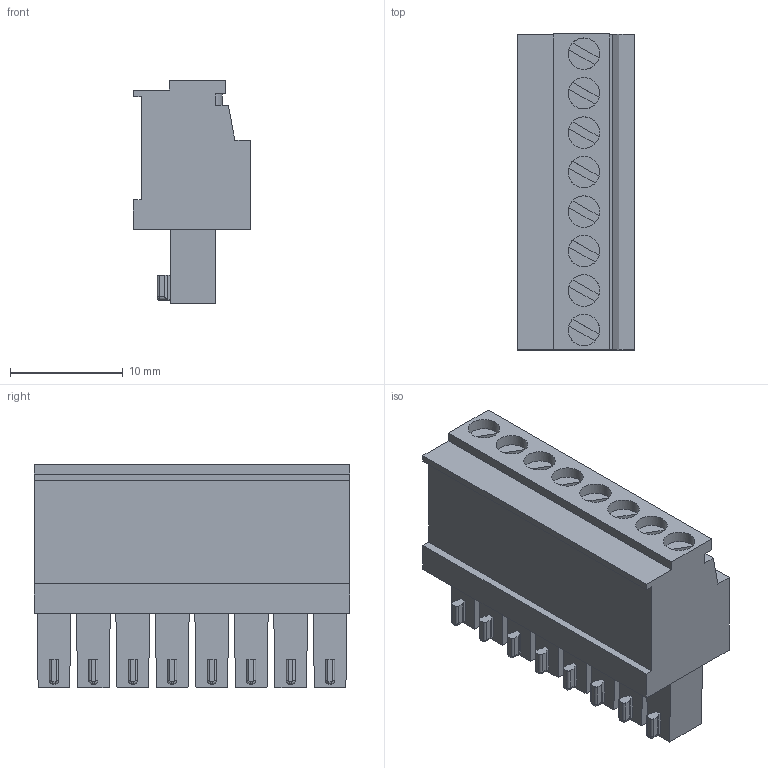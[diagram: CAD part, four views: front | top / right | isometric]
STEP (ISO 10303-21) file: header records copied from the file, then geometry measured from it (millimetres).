
FILE_DESCRIPTION( ( 'STEP AP214' ), '1' );
FILE_NAME( 'SV08-3,5-P.stp', ' ', ( ' ' ), ( ' ' ), 'PSStep 14.0', 'VISI 19.0', ' ' );
FILE_SCHEMA( ( 'AUTOMOTIVE_DESIGN { 1 0 10303 214 1 1 1 1 }' ) );
Length unit declared in the file: millimetre
Products named in the file (1): 1
Bounding box: 10.4 x 28.02 x 19.8 mm (x, y, z)
Volume: 3392.9 mm3; surface area: 3178.2 mm2
Topology: 1 solids, 1 shells, 402 faces, 968 edges, 608 vertices
Faces by surface type: plane 298, cylinder 72, bspline 16, cone 16
Full cylindrical faces by diameter (mm): 1.2 x8, 2.8 x8
Entity records: 14689 total; most frequent: CARTESIAN_POINT 2171, DIRECTION 1918, ORIENTED_EDGE 1856, EDGE_CURVE 928, LINE 712, VECTOR 712, AXIS2_PLACEMENT_3D 603, VERTEX_POINT 600
